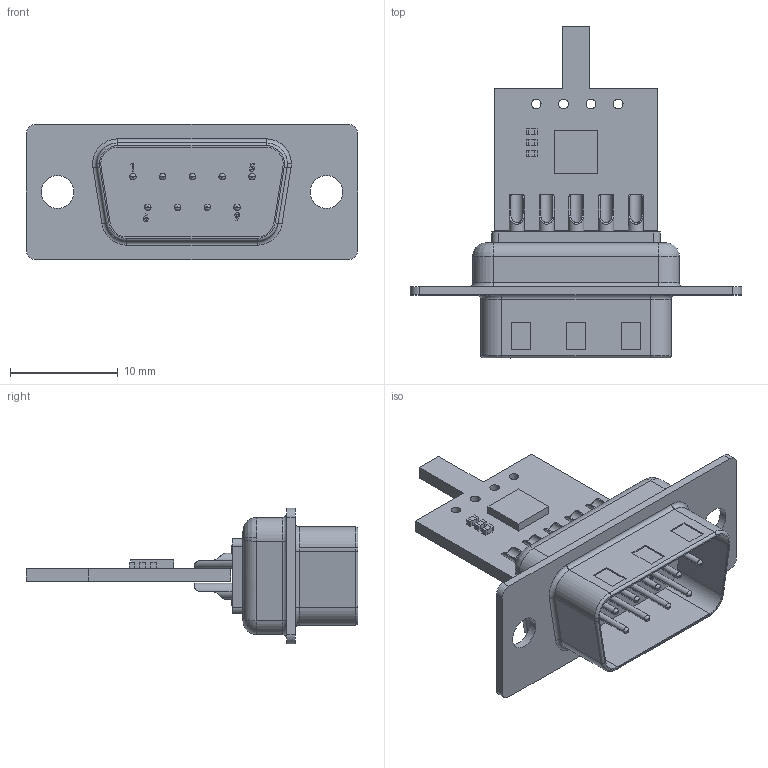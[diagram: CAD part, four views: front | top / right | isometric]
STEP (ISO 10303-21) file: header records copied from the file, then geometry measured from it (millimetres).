
FILE_DESCRIPTION(('Open CASCADE Model'),'2;1');
FILE_NAME('Open CASCADE Shape Model','2021-01-06T17:44:03',('Author'),( 'Open CASCADE'),'Open CASCADE STEP processor 6.8','Open CASCADE 6.8' ,'Unknown');
FILE_SCHEMA(('AUTOMOTIVE_DESIGN { 1 0 10303 214 1 1 1 1 }'));
Length unit declared in the file: millimetre
Products named in the file (15): PCB; Board; Open CASCADE STEP translator 6.8 1.1.1; J2; 171-009-103; U1; 6508591632; Extruded; C3; 6508591232; 6508590832; C2; C1
Assembly tree (21 placements, depth 4):
  PCB
    Board
      Open CASCADE STEP translator 6.8 1.1.1
    J2
      171-009-103
    U1
      6508591632
        Extruded
    C3
      6508591232
        Extruded
      6508590832  x2
        Extruded
    C2
      6508591232
        Extruded
      6508590832  x2
        Extruded
    C1
      6508591232
        Extruded
      6508590832  x2
        Extruded
Bounding box: 30.81 x 30.86 x 12.6 mm (x, y, z)
Volume: 1553.2 mm3; surface area: 2521.4 mm2
Topology: 12 solids, 12 shells, 464 faces, 1097 edges, 702 vertices
Faces by surface type: plane 235, cylinder 143, bspline 48, revolution 23, torus 15
Full cylindrical faces by diameter (mm): 0.9 x4
Entity records: 16763 total; most frequent: CARTESIAN_POINT 5539, ORIENTED_EDGE 2026, DIRECTION 1862, EDGE_CURVE 1013, VERTEX_POINT 646, AXIS2_PLACEMENT_3D 635, LINE 569, VECTOR 569
